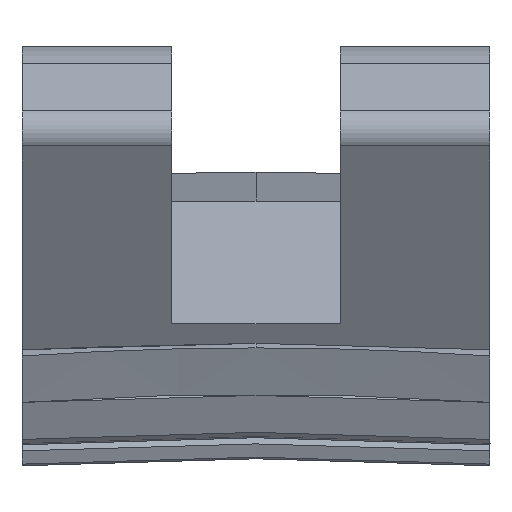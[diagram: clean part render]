
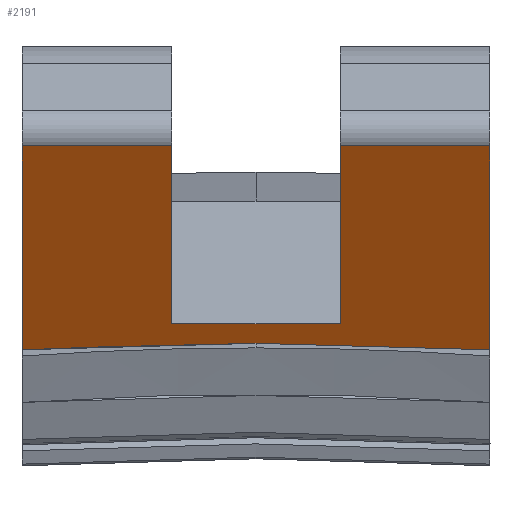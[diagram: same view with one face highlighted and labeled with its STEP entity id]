
A CAD part, front view. The second image highlights one B-rep face of the part: STEP entity #2191.
In plain terms, the highlighted planar face has unit normal (0, -0.852, -0.523).
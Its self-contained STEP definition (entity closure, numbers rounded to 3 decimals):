
#86 = EDGE_CURVE ( 'NONE', #1735, #1773, #508, .T. ) ;
#92 = DIRECTION ( 'NONE',  ( 0., 0.523, -0.852 ) ) ;
#118 = CARTESIAN_POINT ( 'NONE',  ( 7.779, -55.147, 58.279 ) ) ;
#129 = CARTESIAN_POINT ( 'NONE',  ( 3.889, -55.212, 58.385 ) ) ;
#151 = VERTEX_POINT ( 'NONE', #1073 ) ;
#168 = CARTESIAN_POINT ( 'NONE',  ( 11.668, -55.016, 58.065 ) ) ;
#171 = ORIENTED_EDGE ( 'NONE', *, *, #319, .F. ) ;
#249 = DIRECTION ( 'NONE',  ( -1., 0., 0. ) ) ;
#291 = B_SPLINE_CURVE_WITH_KNOTS ( 'NONE', 3,
 ( #1982, #1859, #388, #952 ),
 .UNSPECIFIED., .F., .F.,
 ( 4, 4 ),
 ( 0.001, 0.013 ),
 .UNSPECIFIED. ) ;
#319 = EDGE_CURVE ( 'NONE', #1345, #1374, #956, .T. ) ;
#349 = DIRECTION ( 'NONE',  ( 0., -0.523, 0.852 ) ) ;
#354 = EDGE_CURVE ( 'NONE', #993, #1374, #464, .T. ) ;
#366 = CARTESIAN_POINT ( 'NONE',  ( -11.668, -55.016, 58.065 ) ) ;
#388 = CARTESIAN_POINT ( 'NONE',  ( -3.889, -55.212, 58.385 ) ) ;
#445 = VECTOR ( 'NONE', #349, 1000. ) ;
#464 = LINE ( 'NONE', #839, #480 ) ;
#467 = EDGE_CURVE ( 'NONE', #623, #585, #2241, .T. ) ;
#474 = ORIENTED_EDGE ( 'NONE', *, *, #467, .T. ) ;
#480 = VECTOR ( 'NONE', #249, 1000. ) ;
#508 = LINE ( 'NONE', #883, #2212 ) ;
#537 = DIRECTION ( 'NONE',  ( -1., 0., 0. ) ) ;
#547 = DIRECTION ( 'NONE',  ( 0., -0.523, 0.852 ) ) ;
#585 = VERTEX_POINT ( 'NONE', #1959 ) ;
#586 = FACE_OUTER_BOUND ( 'NONE', #1440, .T. ) ;
#623 = VERTEX_POINT ( 'NONE', #168 ) ;
#635 = DIRECTION ( 'NONE',  ( 0., -0.523, 0.852 ) ) ;
#663 = CARTESIAN_POINT ( 'NONE',  ( 0., -55.212, 58.385 ) ) ;
#736 = CARTESIAN_POINT ( 'NONE',  ( -11.668, -61.915, 69.312 ) ) ;
#748 = DIRECTION ( 'NONE',  ( 0., 0.852, 0.523 ) ) ;
#770 = ORIENTED_EDGE ( 'NONE', *, *, #354, .T. ) ;
#775 = EDGE_CURVE ( 'NONE', #1345, #151, #291, .T. ) ;
#839 = CARTESIAN_POINT ( 'NONE',  ( 39.366, -61.251, 68.23 ) ) ;
#883 = CARTESIAN_POINT ( 'NONE',  ( 39.366, -55.806, 59.353 ) ) ;
#952 = CARTESIAN_POINT ( 'NONE',  ( 0., -55.212, 58.385 ) ) ;
#956 = LINE ( 'NONE', #736, #1732 ) ;
#993 = VERTEX_POINT ( 'NONE', #1145 ) ;
#1005 = VECTOR ( 'NONE', #92, 1000. ) ;
#1015 = CARTESIAN_POINT ( 'NONE',  ( -4.191, -55.806, 59.353 ) ) ;
#1066 = EDGE_CURVE ( 'NONE', #151, #623, #2128, .T. ) ;
#1073 = CARTESIAN_POINT ( 'NONE',  ( 0., -55.212, 58.385 ) ) ;
#1101 = EDGE_CURVE ( 'NONE', #1773, #993, #1559, .T. ) ;
#1145 = CARTESIAN_POINT ( 'NONE',  ( -4.191, -61.251, 68.23 ) ) ;
#1163 = EDGE_CURVE ( 'NONE', #585, #2147, #1611, .T. ) ;
#1182 = ORIENTED_EDGE ( 'NONE', *, *, #1556, .T. ) ;
#1190 = AXIS2_PLACEMENT_3D ( 'NONE', #2182, #748, #547 ) ;
#1216 = ORIENTED_EDGE ( 'NONE', *, *, #1163, .T. ) ;
#1235 = CARTESIAN_POINT ( 'NONE',  ( -4.191, -61.915, 69.312 ) ) ;
#1277 = DIRECTION ( 'NONE',  ( 0., -0.523, 0.852 ) ) ;
#1314 = CARTESIAN_POINT ( 'NONE',  ( -11.668, -61.251, 68.23 ) ) ;
#1345 = VERTEX_POINT ( 'NONE', #366 ) ;
#1366 = LINE ( 'NONE', #2074, #1005 ) ;
#1374 = VERTEX_POINT ( 'NONE', #1314 ) ;
#1388 = ORIENTED_EDGE ( 'NONE', *, *, #775, .T. ) ;
#1410 = CARTESIAN_POINT ( 'NONE',  ( 4.191, -55.806, 59.353 ) ) ;
#1440 = EDGE_LOOP ( 'NONE', ( #171, #1388, #1645, #474, #1216, #1182, #1604, #2011, #770 ) ) ;
#1554 = CARTESIAN_POINT ( 'NONE',  ( 11.668, -61.915, 69.312 ) ) ;
#1556 = EDGE_CURVE ( 'NONE', #2147, #1735, #1366, .T. ) ;
#1559 = LINE ( 'NONE', #1235, #445 ) ;
#1604 = ORIENTED_EDGE ( 'NONE', *, *, #86, .T. ) ;
#1611 = LINE ( 'NONE', #1625, #2321 ) ;
#1625 = CARTESIAN_POINT ( 'NONE',  ( 39.366, -61.251, 68.23 ) ) ;
#1645 = ORIENTED_EDGE ( 'NONE', *, *, #1066, .T. ) ;
#1657 = CARTESIAN_POINT ( 'NONE',  ( 4.191, -61.251, 68.23 ) ) ;
#1732 = VECTOR ( 'NONE', #1277, 1000. ) ;
#1735 = VERTEX_POINT ( 'NONE', #1410 ) ;
#1773 = VERTEX_POINT ( 'NONE', #1015 ) ;
#1859 = CARTESIAN_POINT ( 'NONE',  ( -7.779, -55.147, 58.279 ) ) ;
#1916 = VECTOR ( 'NONE', #635, 1000. ) ;
#1959 = CARTESIAN_POINT ( 'NONE',  ( 11.668, -61.251, 68.23 ) ) ;
#1966 = PLANE ( 'NONE',  #1190 ) ;
#1982 = CARTESIAN_POINT ( 'NONE',  ( -11.668, -55.016, 58.065 ) ) ;
#2011 = ORIENTED_EDGE ( 'NONE', *, *, #1101, .T. ) ;
#2074 = CARTESIAN_POINT ( 'NONE',  ( 4.191, -61.915, 69.312 ) ) ;
#2114 = CARTESIAN_POINT ( 'NONE',  ( 11.668, -55.016, 58.065 ) ) ;
#2128 = B_SPLINE_CURVE_WITH_KNOTS ( 'NONE', 3,
 ( #663, #129, #118, #2114 ),
 .UNSPECIFIED., .F., .F.,
 ( 4, 4 ),
 ( 0.013, 0.024 ),
 .UNSPECIFIED. ) ;
#2147 = VERTEX_POINT ( 'NONE', #1657 ) ;
#2182 = CARTESIAN_POINT ( 'NONE',  ( 39.366, -61.915, 69.312 ) ) ;
#2191 = ADVANCED_FACE ( 'NONE', ( #586 ), #1966, .F. ) ;
#2212 = VECTOR ( 'NONE', #537, 1000. ) ;
#2241 = LINE ( 'NONE', #1554, #1916 ) ;
#2316 = DIRECTION ( 'NONE',  ( -1., 0., 0. ) ) ;
#2321 = VECTOR ( 'NONE', #2316, 1000. ) ;
